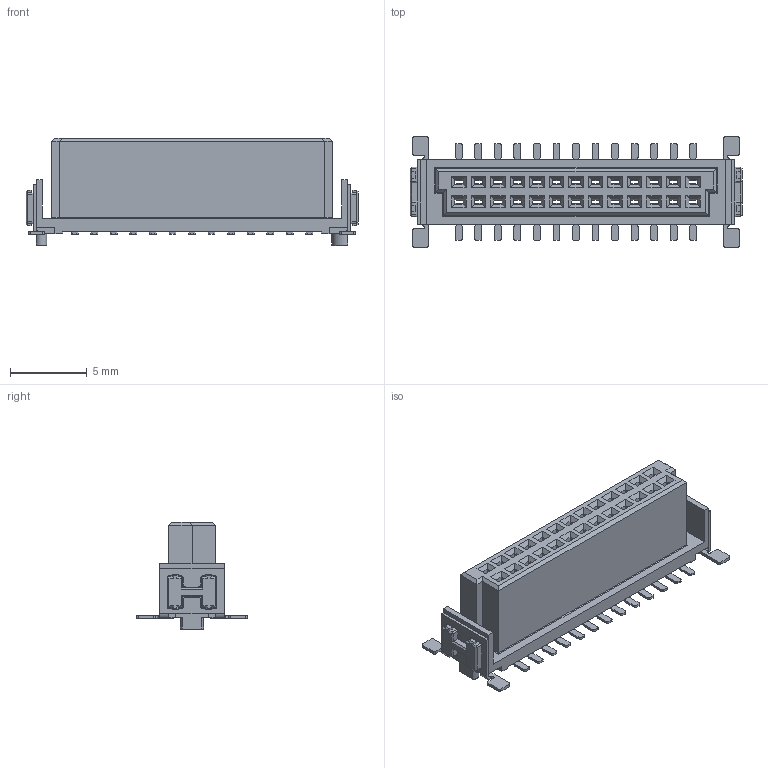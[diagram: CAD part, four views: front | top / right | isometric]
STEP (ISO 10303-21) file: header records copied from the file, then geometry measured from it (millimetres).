
FILE_DESCRIPTION((''),'2;1');
FILE_NAME('M55-6002642_ASM','2021-06-22T08:42:56',('mrudkin'),(''),'CREO PARAMETRIC BY PTC INC, 2020154','CREO PARAMETRIC BY PTC INC, 2020154','');
FILE_SCHEMA(('CONFIG_CONTROL_DESIGN','SHAPE_APPEARANCE_LAYERS_GROUPS'));
Length unit declared in the file: millimetre
Products named in the file (4): M55-60026_MOULD; M55-600_CONTACT; M55-700_STRAP; M55-6002642_ASM
Assembly tree (29 placements, depth 2):
  M55-6002642_ASM
    M55-60026_MOULD
    M55-600_CONTACT  x26
    M55-700_STRAP  x2
Bounding box: 21.59 x 7.2 x 7 mm (x, y, z)
Volume: 267.1 mm3; surface area: 1755.8 mm2
Topology: 29 solids, 29 shells, 4623 faces, 11322 edges, 6770 vertices
Faces by surface type: cylinder 1795, plane 1613, torus 728, bspline 260, sphere 208, cone 19
Entity records: 30243 total; most frequent: CARTESIAN_POINT 4401, ORIENTED_EDGE 3772, DIRECTION 3701, PRESENTATION_STYLE_ASSIGNMENT 2030, STYLED_ITEM 1889, CURVE_STYLE 1886, EDGE_CURVE 1886, VECTOR 1579
